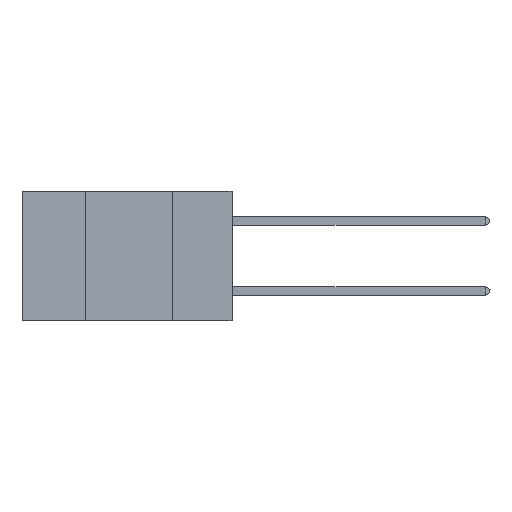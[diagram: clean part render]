
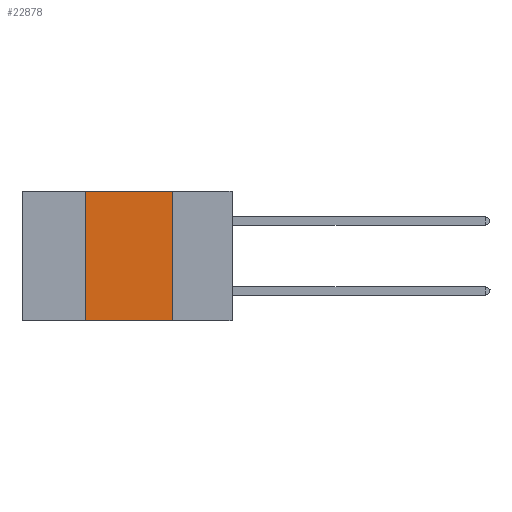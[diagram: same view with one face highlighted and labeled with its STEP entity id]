
A CAD part, left-side view. The second image highlights one B-rep face of the part: STEP entity #22878.
In plain terms, the highlighted planar face has unit normal (-1, 0, 0).
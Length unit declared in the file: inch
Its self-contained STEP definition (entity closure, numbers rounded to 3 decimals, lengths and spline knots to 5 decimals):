
#1480 = ORIENTED_EDGE ( 'NONE', *, *, #11216, .T. ) ;
#1803 = CARTESIAN_POINT ( 'NONE',  ( 0., 0.6, 0. ) ) ;
#2733 = EDGE_CURVE ( 'NONE', #9113, #8890, #23919, .T. ) ;
#3139 = DIRECTION ( 'NONE',  ( 1., 0., 0. ) ) ;
#3252 = CARTESIAN_POINT ( 'NONE',  ( 0., 0.17, 0. ) ) ;
#3538 = DIRECTION ( 'NONE',  ( 0., 0., -1. ) ) ;
#3859 = LINE ( 'NONE', #3252, #27913 ) ;
#5304 = VECTOR ( 'NONE', #15454, 39.37008 ) ;
#6069 = VECTOR ( 'NONE', #28539, 39.37008 ) ;
#6637 = CARTESIAN_POINT ( 'NONE',  ( 0., 0.42, 0. ) ) ;
#6683 = LINE ( 'NONE', #28097, #5304 ) ;
#7445 = CARTESIAN_POINT ( 'NONE',  ( 0., 0.17, 0. ) ) ;
#7829 = PLANE ( 'NONE',  #10454 ) ;
#8890 = VERTEX_POINT ( 'NONE', #6637 ) ;
#9011 = EDGE_LOOP ( 'NONE', ( #22084, #28010, #25889, #1480 ) ) ;
#9113 = VERTEX_POINT ( 'NONE', #9472 ) ;
#9472 = CARTESIAN_POINT ( 'NONE',  ( 0., 0.42, -0.37 ) ) ;
#10454 = AXIS2_PLACEMENT_3D ( 'NONE', #14171, #3139, #16620 ) ;
#11016 = VECTOR ( 'NONE', #18909, 39.37008 ) ;
#11216 = EDGE_CURVE ( 'NONE', #9113, #23886, #6683, .T. ) ;
#13502 = CARTESIAN_POINT ( 'NONE',  ( 0., 0.17, -0.37 ) ) ;
#14171 = CARTESIAN_POINT ( 'NONE',  ( 0., 0.6, 0. ) ) ;
#15454 = DIRECTION ( 'NONE',  ( 0., -1., 0. ) ) ;
#16620 = DIRECTION ( 'NONE',  ( 0., 0., -1. ) ) ;
#18447 = EDGE_CURVE ( 'NONE', #19526, #23886, #3859, .T. ) ;
#18909 = DIRECTION ( 'NONE',  ( 0., 0., 1. ) ) ;
#19526 = VERTEX_POINT ( 'NONE', #7445 ) ;
#22084 = ORIENTED_EDGE ( 'NONE', *, *, #18447, .F. ) ;
#22878 = ADVANCED_FACE ( 'NONE', ( #24169 ), #7829, .F. ) ;
#23886 = VERTEX_POINT ( 'NONE', #13502 ) ;
#23919 = LINE ( 'NONE', #27731, #11016 ) ;
#24169 = FACE_OUTER_BOUND ( 'NONE', #9011, .T. ) ;
#24869 = LINE ( 'NONE', #1803, #6069 ) ;
#25889 = ORIENTED_EDGE ( 'NONE', *, *, #2733, .F. ) ;
#27731 = CARTESIAN_POINT ( 'NONE',  ( 0., 0.42, 0. ) ) ;
#27913 = VECTOR ( 'NONE', #3538, 39.37008 ) ;
#28010 = ORIENTED_EDGE ( 'NONE', *, *, #28305, .F. ) ;
#28097 = CARTESIAN_POINT ( 'NONE',  ( 0., 0.6, -0.37 ) ) ;
#28305 = EDGE_CURVE ( 'NONE', #8890, #19526, #24869, .T. ) ;
#28539 = DIRECTION ( 'NONE',  ( 0., -1., 0. ) ) ;
